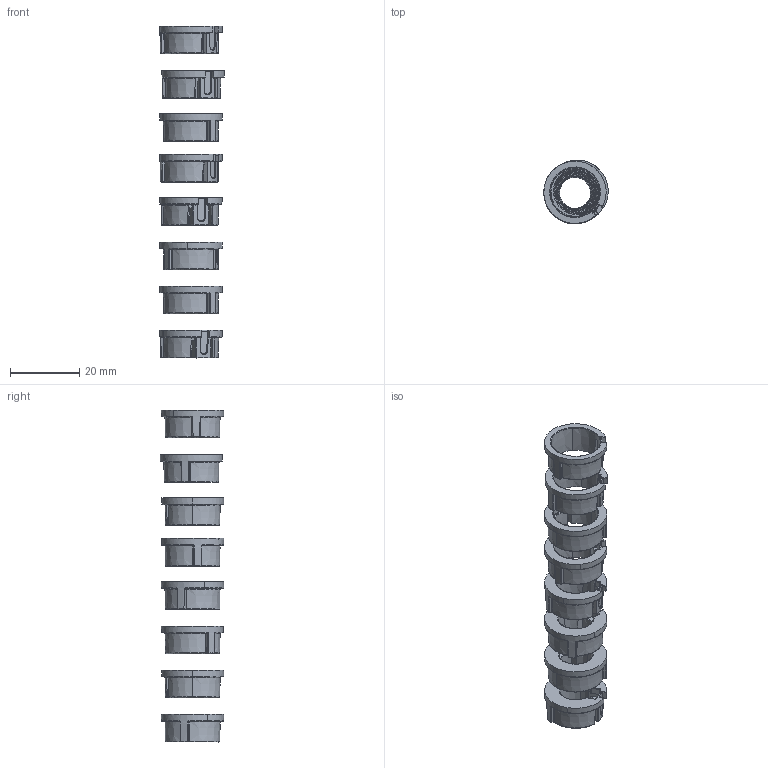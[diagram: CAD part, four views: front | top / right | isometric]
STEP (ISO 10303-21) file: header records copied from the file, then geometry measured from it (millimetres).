
FILE_DESCRIPTION (( 'STEP AP214' ), '1' );
FILE_NAME ('CUI-KIT-4.STEP', '2025-04-01T17:24:52', ( '' ), ( '' ), 'SwSTEP 2.0', 'SolidWorks 2021', '' );
FILE_SCHEMA (( 'AUTOMOTIVE_DESIGN' ));
Length unit declared in the file: inch
Products named in the file (1): CUI-KIT-4
Bounding box: 18.66 x 18.39 x 96.23 mm (x, y, z)
Volume: 6370.8 mm3; surface area: 8125.9 mm2
Topology: 8 solids, 8 shells, 764 faces, 1870 edges, 1080 vertices
Faces by surface type: bspline 396, cylinder 144, plane 133, cone 91
Entity records: 37372 total; most frequent: CARTESIAN_POINT 23047, ORIENTED_EDGE 3672, DIRECTION 2120, EDGE_CURVE 1836, VERTEX_POINT 1080, AXIS2_PLACEMENT_3D 835, EDGE_LOOP 772, ADVANCED_FACE 764
